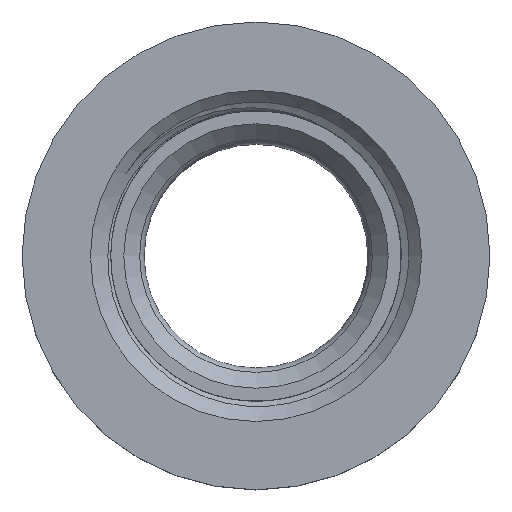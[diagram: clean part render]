
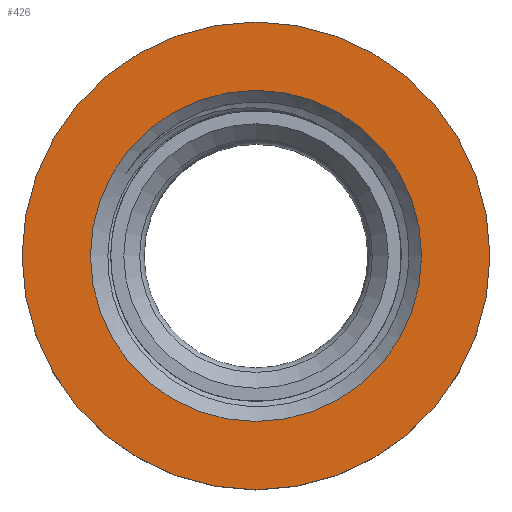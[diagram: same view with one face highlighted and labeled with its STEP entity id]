
A CAD part, top view. The second image highlights one B-rep face of the part: STEP entity #426.
In plain terms, the highlighted planar face has unit normal (0, 0, 1).
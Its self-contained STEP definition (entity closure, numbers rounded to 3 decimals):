
#20=FACE_BOUND('',#71,.T.);
#24=PLANE('',#476);
#45=FACE_OUTER_BOUND('',#70,.T.);
#70=EDGE_LOOP('',(#341));
#71=EDGE_LOOP('',(#342));
#95=CIRCLE('',#474,16.282);
#96=CIRCLE('',#477,23.);
#191=VERTEX_POINT('',#1431);
#192=VERTEX_POINT('',#2164);
#244=EDGE_CURVE('',#191,#191,#95,.T.);
#250=EDGE_CURVE('',#192,#192,#96,.T.);
#341=ORIENTED_EDGE('',*,*,#250,.T.);
#342=ORIENTED_EDGE('',*,*,#244,.F.);
#426=ADVANCED_FACE('',(#45,#20),#24,.T.);
#474=AXIS2_PLACEMENT_3D('',#1433,#547,#548);
#476=AXIS2_PLACEMENT_3D('',#2163,#551,#552);
#477=AXIS2_PLACEMENT_3D('',#2165,#553,#554);
#547=DIRECTION('center_axis',(0.,0.,1.));
#548=DIRECTION('ref_axis',(-1.,0.,0.));
#551=DIRECTION('center_axis',(0.,0.,1.));
#552=DIRECTION('ref_axis',(1.,0.,0.));
#553=DIRECTION('center_axis',(0.,0.,1.));
#554=DIRECTION('ref_axis',(1.,0.,0.));
#1431=CARTESIAN_POINT('',(16.282,0.,22.65));
#1433=CARTESIAN_POINT('Origin',(0.,0.,22.65));
#2163=CARTESIAN_POINT('Origin',(0.,0.,22.65));
#2164=CARTESIAN_POINT('',(-23.,0.,22.65));
#2165=CARTESIAN_POINT('Origin',(0.,0.,22.65));
